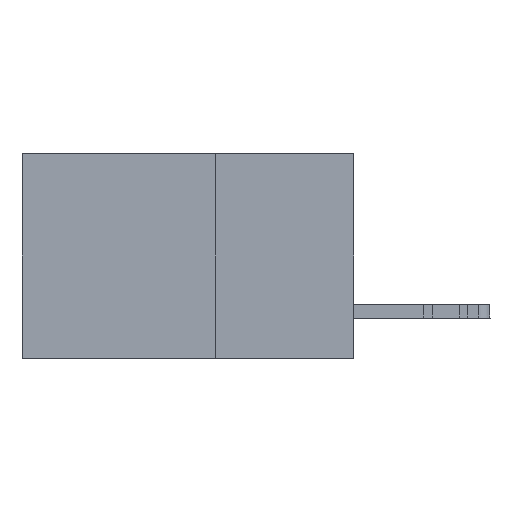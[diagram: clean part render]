
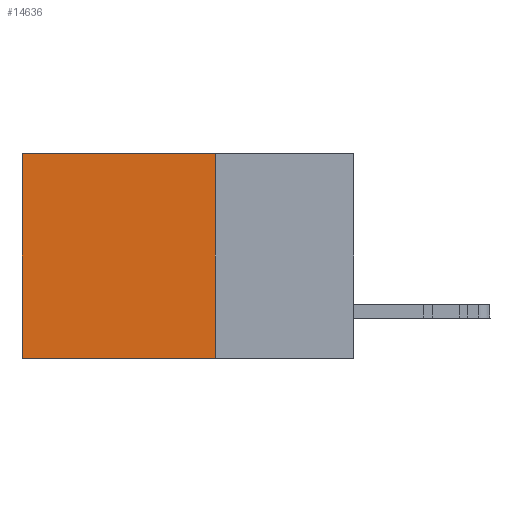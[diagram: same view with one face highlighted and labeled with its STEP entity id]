
A CAD part, left-side view. The second image highlights one B-rep face of the part: STEP entity #14636.
In plain terms, the highlighted planar face has unit normal (-1, 0, 0).
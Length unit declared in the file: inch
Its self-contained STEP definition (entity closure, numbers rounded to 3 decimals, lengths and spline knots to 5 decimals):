
#1400 = ORIENTED_EDGE ( 'NONE', *, *, #9241, .T. ) ;
#2478 = CARTESIAN_POINT ( 'NONE',  ( 0.2875, 0.25, -0.37 ) ) ;
#4083 = VERTEX_POINT ( 'NONE', #12128 ) ;
#5784 = CARTESIAN_POINT ( 'NONE',  ( 0.2875, 0.25, 0. ) ) ;
#5959 = PLANE ( 'NONE',  #47160 ) ;
#6550 = LINE ( 'NONE', #21772, #15511 ) ;
#6591 = VERTEX_POINT ( 'NONE', #2478 ) ;
#8021 = EDGE_CURVE ( 'NONE', #8855, #6591, #15979, .T. ) ;
#8855 = VERTEX_POINT ( 'NONE', #27793 ) ;
#9241 = EDGE_CURVE ( 'NONE', #8855, #4083, #43306, .T. ) ;
#9368 = VERTEX_POINT ( 'NONE', #31458 ) ;
#11574 = FACE_OUTER_BOUND ( 'NONE', #35771, .T. ) ;
#12128 = CARTESIAN_POINT ( 'NONE',  ( 0.2875, 0.6, 0. ) ) ;
#14636 = ADVANCED_FACE ( 'NONE', ( #11574 ), #5959, .F. ) ;
#15511 = VECTOR ( 'NONE', #33761, 39.37008 ) ;
#15979 = LINE ( 'NONE', #45384, #23717 ) ;
#17140 = DIRECTION ( 'NONE',  ( 0., 0., -1. ) ) ;
#18882 = DIRECTION ( 'NONE',  ( 0., 0., -1. ) ) ;
#19232 = ORIENTED_EDGE ( 'NONE', *, *, #36918, .F. ) ;
#21772 = CARTESIAN_POINT ( 'NONE',  ( 0.2875, 0.25, -0.37 ) ) ;
#21863 = DIRECTION ( 'NONE',  ( 0., 0., -1. ) ) ;
#23717 = VECTOR ( 'NONE', #21863, 39.37008 ) ;
#27793 = CARTESIAN_POINT ( 'NONE',  ( 0.2875, 0.25, 0. ) ) ;
#28659 = DIRECTION ( 'NONE',  ( 1., 0., 0. ) ) ;
#31458 = CARTESIAN_POINT ( 'NONE',  ( 0.2875, 0.6, -0.37 ) ) ;
#32719 = VECTOR ( 'NONE', #18882, 39.37008 ) ;
#33761 = DIRECTION ( 'NONE',  ( 0., 1., 0. ) ) ;
#35771 = EDGE_LOOP ( 'NONE', ( #36831, #19232, #42438, #1400 ) ) ;
#36831 = ORIENTED_EDGE ( 'NONE', *, *, #37539, .T. ) ;
#36918 = EDGE_CURVE ( 'NONE', #6591, #9368, #6550, .T. ) ;
#37539 = EDGE_CURVE ( 'NONE', #4083, #9368, #40513, .T. ) ;
#40513 = LINE ( 'NONE', #42064, #32719 ) ;
#42064 = CARTESIAN_POINT ( 'NONE',  ( 0.2875, 0.6, 0. ) ) ;
#42082 = VECTOR ( 'NONE', #44555, 39.37008 ) ;
#42438 = ORIENTED_EDGE ( 'NONE', *, *, #8021, .F. ) ;
#43306 = LINE ( 'NONE', #48383, #42082 ) ;
#44555 = DIRECTION ( 'NONE',  ( 0., 1., 0. ) ) ;
#45384 = CARTESIAN_POINT ( 'NONE',  ( 0.2875, 0.25, 0. ) ) ;
#47160 = AXIS2_PLACEMENT_3D ( 'NONE', #5784, #28659, #17140 ) ;
#48383 = CARTESIAN_POINT ( 'NONE',  ( 0.2875, 0.25, 0. ) ) ;
